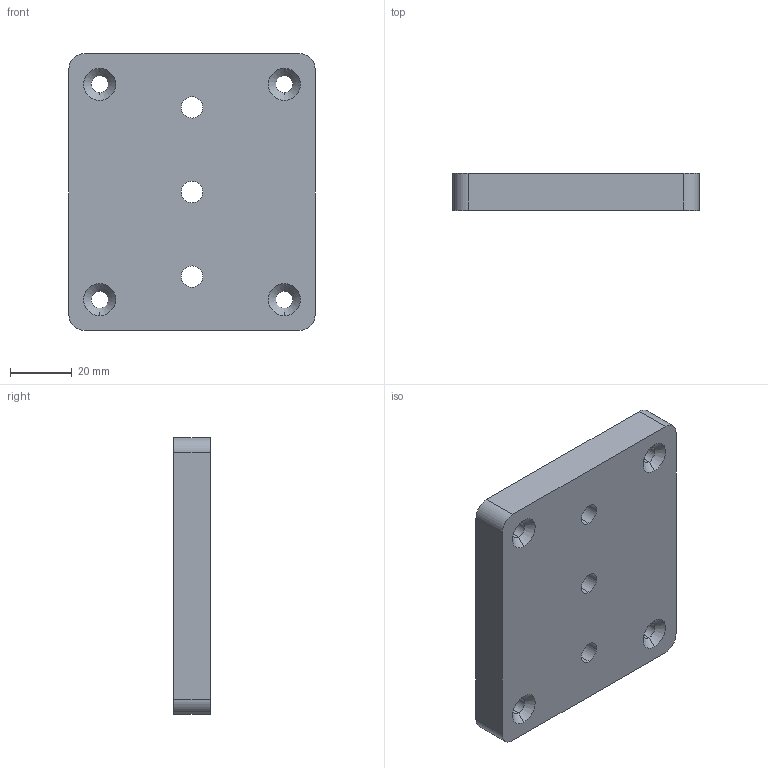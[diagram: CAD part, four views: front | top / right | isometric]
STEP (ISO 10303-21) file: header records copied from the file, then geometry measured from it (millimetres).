
FILE_DESCRIPTION (( 'STEP AP203' ), '1' );
FILE_NAME ('DPLAN_Pied_Vitre_SdB_V2.2_-_001.STEP', '2019-07-22T20:26:48', ( '' ), ( '' ), 'SwSTEP 2.0', 'SolidWorks 2017', '' );
FILE_SCHEMA (( 'CONFIG_CONTROL_DESIGN' ));
Length unit declared in the file: millimetre
Products named in the file (1): DPLAN_Pied_Vitre_SdB_V2.2_-_001
Bounding box: 80 x 12 x 90 mm (x, y, z)
Volume: 82965.9 mm3; surface area: 19385.4 mm2
Topology: 1 solids, 1 shells, 38 faces, 94 edges, 58 vertices
Faces by surface type: cylinder 18, cone 14, plane 6
Entity records: 1241 total; most frequent: DIRECTION 222, CARTESIAN_POINT 191, ORIENTED_EDGE 188, EDGE_CURVE 94, AXIS2_PLACEMENT_3D 89, VERTEX_POINT 58, EDGE_LOOP 52, CIRCLE 50
